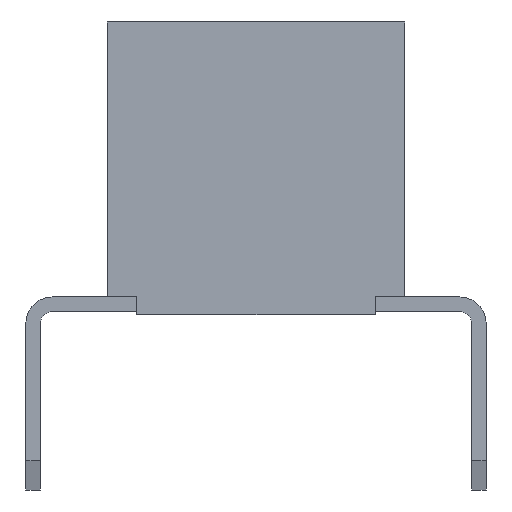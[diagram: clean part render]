
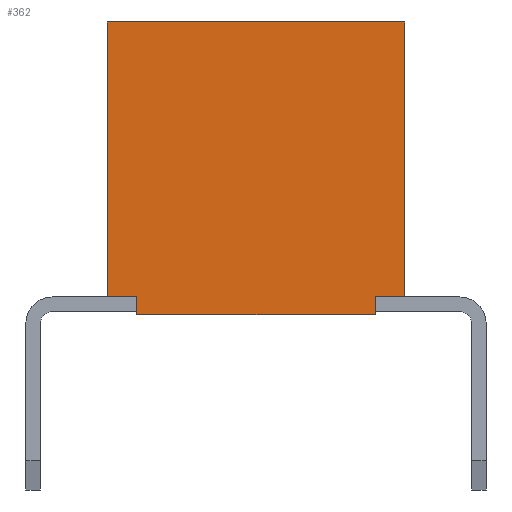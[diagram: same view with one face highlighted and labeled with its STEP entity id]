
A CAD part, left-side view. The second image highlights one B-rep face of the part: STEP entity #362.
In plain terms, the highlighted planar face has unit normal (-1, 0, 0).
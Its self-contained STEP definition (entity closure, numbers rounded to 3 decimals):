
#362=ADVANCED_FACE('',(#1688),#1068,.T.);
#1068=PLANE('',#13857);
#1688=FACE_OUTER_BOUND('',#2444,.T.);
#2444=EDGE_LOOP('',(#3724,#3725,#3726,#3727,#3728,#3729,#3730,#3731));
#3724=ORIENTED_EDGE('',*,*,#8851,.T.);
#3725=ORIENTED_EDGE('',*,*,#8849,.T.);
#3726=ORIENTED_EDGE('',*,*,#8869,.F.);
#3727=ORIENTED_EDGE('',*,*,#8581,.T.);
#3728=ORIENTED_EDGE('',*,*,#8870,.T.);
#3729=ORIENTED_EDGE('',*,*,#8871,.T.);
#3730=ORIENTED_EDGE('',*,*,#8872,.F.);
#3731=ORIENTED_EDGE('',*,*,#8577,.T.);
#7337=VERTEX_POINT('',#18847);
#7338=VERTEX_POINT('',#18849);
#7341=VERTEX_POINT('',#18855);
#7342=VERTEX_POINT('',#18857);
#7607=VERTEX_POINT('',#19388);
#7609=VERTEX_POINT('',#19392);
#7610=VERTEX_POINT('',#19417);
#7611=VERTEX_POINT('',#19419);
#8577=EDGE_CURVE('',#7338,#7337,#10539,.T.);
#8581=EDGE_CURVE('',#7342,#7341,#10543,.T.);
#8849=EDGE_CURVE('',#7607,#7609,#10811,.T.);
#8851=EDGE_CURVE('',#7337,#7607,#10813,.T.);
#8869=EDGE_CURVE('',#7342,#7609,#10831,.T.);
#8870=EDGE_CURVE('',#7341,#7610,#10832,.T.);
#8871=EDGE_CURVE('',#7610,#7611,#10833,.T.);
#8872=EDGE_CURVE('',#7338,#7611,#10834,.T.);
#10539=LINE('',#18848,#12329);
#10543=LINE('',#18856,#12333);
#10811=LINE('',#19393,#12601);
#10813=LINE('',#19396,#12603);
#10831=LINE('',#19415,#12621);
#10832=LINE('',#19416,#12622);
#10833=LINE('',#19418,#12623);
#10834=LINE('',#19420,#12624);
#12329=VECTOR('',#15034,1.);
#12333=VECTOR('',#15038,1.);
#12601=VECTOR('',#15308,1.);
#12603=VECTOR('',#15312,1.);
#12621=VECTOR('',#15332,1.);
#12622=VECTOR('',#15333,1.);
#12623=VECTOR('',#15334,1.);
#12624=VECTOR('',#15335,1.);
#13857=AXIS2_PLACEMENT_3D('',#19421,#15336,#15337);
#15034=DIRECTION('',(0.,-1.,0.));
#15038=DIRECTION('',(0.,-1.,0.));
#15308=DIRECTION('',(0.,1.,0.));
#15312=DIRECTION('',(0.,0.,1.));
#15332=DIRECTION('',(0.,0.,1.));
#15333=DIRECTION('',(0.,0.,-1.));
#15334=DIRECTION('',(0.,-1.,0.));
#15335=DIRECTION('',(0.,0.,-1.));
#15336=DIRECTION('',(-1.,0.,0.));
#15337=DIRECTION('',(0.,0.,1.));
#18847=CARTESIAN_POINT('',(0.,0.,0.));
#18848=CARTESIAN_POINT('',(0.,2.54,0.));
#18849=CARTESIAN_POINT('',(0.,0.5,0.));
#18855=CARTESIAN_POINT('',(0.,4.58,0.));
#18856=CARTESIAN_POINT('',(0.,2.54,0.));
#18857=CARTESIAN_POINT('',(0.,5.08,0.));
#19388=CARTESIAN_POINT('',(0.,0.,4.7));
#19392=CARTESIAN_POINT('',(0.,5.08,4.7));
#19393=CARTESIAN_POINT('',(0.,2.54,4.7));
#19396=CARTESIAN_POINT('',(0.,0.,0.));
#19415=CARTESIAN_POINT('',(0.,5.08,0.));
#19416=CARTESIAN_POINT('',(0.,4.58,-0.3));
#19417=CARTESIAN_POINT('',(0.,4.58,-0.3));
#19418=CARTESIAN_POINT('',(0.,4.58,-0.3));
#19419=CARTESIAN_POINT('',(0.,0.5,-0.3));
#19420=CARTESIAN_POINT('',(0.,0.5,-0.3));
#19421=CARTESIAN_POINT('',(0.,2.54,0.));
